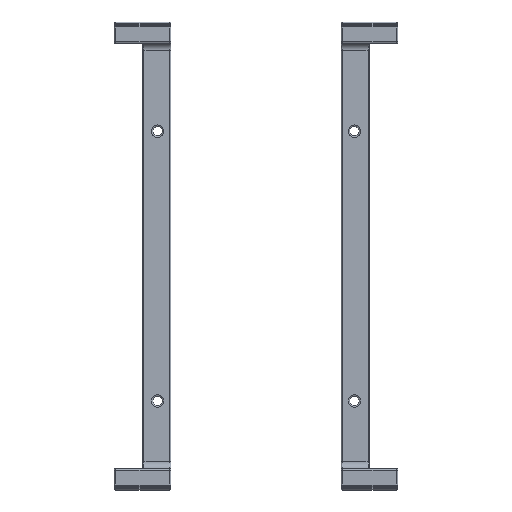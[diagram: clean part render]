
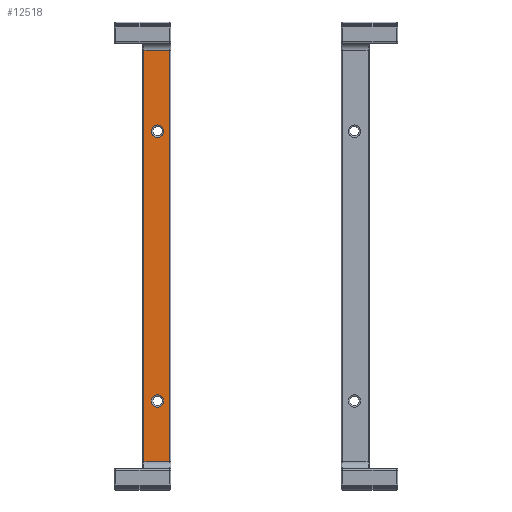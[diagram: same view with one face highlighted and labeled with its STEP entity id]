
A CAD part, front view. The second image highlights one B-rep face of the part: STEP entity #12518.
In plain terms, the highlighted planar face has unit normal (0, -1, 0).
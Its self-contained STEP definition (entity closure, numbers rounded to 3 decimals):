
#391=CIRCLE('',#13219,1.75);
#395=CIRCLE('',#13224,1.75);
#736=FACE_BOUND('',#2008,.T.);
#737=FACE_BOUND('',#2009,.T.);
#859=PLANE('',#13223);
#1240=FACE_OUTER_BOUND('',#2007,.T.);
#2007=EDGE_LOOP('',(#9496,#9497,#9498,#9499));
#2008=EDGE_LOOP('',(#9500));
#2009=EDGE_LOOP('',(#9501));
#2945=LINE('',#20363,#3976);
#2946=LINE('',#20365,#3977);
#2947=LINE('',#20367,#3978);
#2948=LINE('',#20368,#3979);
#3976=VECTOR('',#14737,10.);
#3977=VECTOR('',#14738,10.);
#3978=VECTOR('',#14739,10.);
#3979=VECTOR('',#14740,10.);
#5538=VERTEX_POINT('',#20353);
#5541=VERTEX_POINT('',#20361);
#5542=VERTEX_POINT('',#20362);
#5543=VERTEX_POINT('',#20364);
#5544=VERTEX_POINT('',#20366);
#5545=VERTEX_POINT('',#20369);
#6956=EDGE_CURVE('',#5538,#5538,#391,.T.);
#6960=EDGE_CURVE('',#5541,#5542,#2945,.T.);
#6961=EDGE_CURVE('',#5543,#5541,#2946,.T.);
#6962=EDGE_CURVE('',#5544,#5543,#2947,.T.);
#6963=EDGE_CURVE('',#5542,#5544,#2948,.T.);
#6964=EDGE_CURVE('',#5545,#5545,#395,.T.);
#9496=ORIENTED_EDGE('',*,*,#6960,.F.);
#9497=ORIENTED_EDGE('',*,*,#6961,.F.);
#9498=ORIENTED_EDGE('',*,*,#6962,.F.);
#9499=ORIENTED_EDGE('',*,*,#6963,.F.);
#9500=ORIENTED_EDGE('',*,*,#6964,.F.);
#9501=ORIENTED_EDGE('',*,*,#6956,.F.);
#12518=ADVANCED_FACE('',(#1240,#736,#737),#859,.T.);
#13219=AXIS2_PLACEMENT_3D('',#20354,#14727,#14728);
#13223=AXIS2_PLACEMENT_3D('',#20360,#14735,#14736);
#13224=AXIS2_PLACEMENT_3D('',#20370,#14741,#14742);
#14727=DIRECTION('center_axis',(0.,-1.,0.));
#14728=DIRECTION('ref_axis',(0.,0.,1.));
#14735=DIRECTION('center_axis',(0.,-1.,0.));
#14736=DIRECTION('ref_axis',(0.,0.,-1.));
#14737=DIRECTION('',(0.,0.,-1.));
#14738=DIRECTION('',(1.,0.,0.));
#14739=DIRECTION('',(0.,0.,1.));
#14740=DIRECTION('',(-1.,0.,0.));
#14741=DIRECTION('center_axis',(0.,-1.,0.));
#14742=DIRECTION('ref_axis',(0.,0.,1.));
#20353=CARTESIAN_POINT('',(4.25,-10.6,-42.65));
#20354=CARTESIAN_POINT('Origin',(4.25,-10.6,-40.9));
#20360=CARTESIAN_POINT('Origin',(0.,-10.6,60.));
#20361=CARTESIAN_POINT('',(7.6,-10.6,58.));
#20362=CARTESIAN_POINT('',(7.6,-10.6,-58.));
#20363=CARTESIAN_POINT('',(7.6,-10.6,30.));
#20364=CARTESIAN_POINT('',(0.4,-10.6,58.));
#20365=CARTESIAN_POINT('',(0.,-10.6,58.));
#20366=CARTESIAN_POINT('',(0.4,-10.6,-58.));
#20367=CARTESIAN_POINT('',(0.4,-10.6,30.));
#20368=CARTESIAN_POINT('',(0.,-10.6,-58.));
#20369=CARTESIAN_POINT('',(4.25,-10.6,33.45));
#20370=CARTESIAN_POINT('Origin',(4.25,-10.6,35.2));
